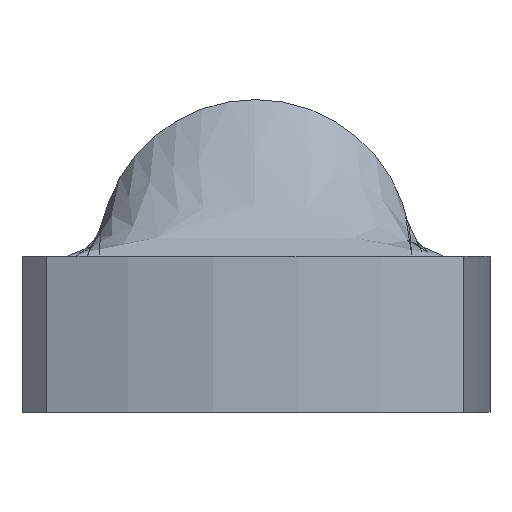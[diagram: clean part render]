
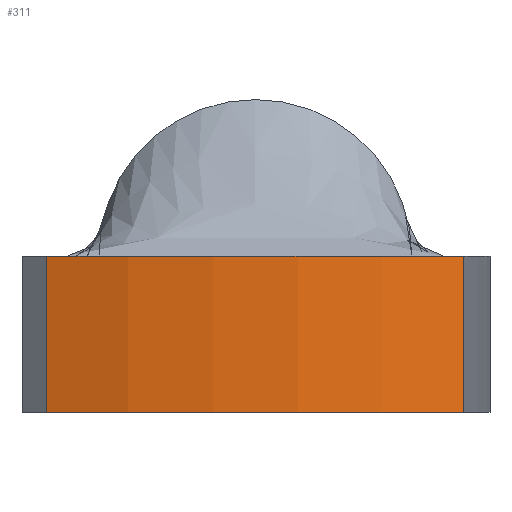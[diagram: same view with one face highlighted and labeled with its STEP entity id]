
A CAD part, front view. The second image highlights one B-rep face of the part: STEP entity #311.
In plain terms, the highlighted cylindrical face has radius 11 mm (diameter 22 mm), a partial arc.
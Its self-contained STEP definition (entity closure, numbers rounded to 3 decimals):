
#34 = VECTOR ( 'NONE', #70, 1000. ) ;
#55 = DIRECTION ( 'NONE',  ( 0., 0., -1. ) ) ;
#70 = DIRECTION ( 'NONE',  ( 0., 0., 1. ) ) ;
#122 = AXIS2_PLACEMENT_3D ( 'NONE', #867, #149, #412 ) ;
#126 = EDGE_CURVE ( 'NONE', #154, #851, #306, .T. ) ;
#144 = CARTESIAN_POINT ( 'NONE',  ( 4., -1206.247, -3. ) ) ;
#149 = DIRECTION ( 'NONE',  ( 0., 0., 1. ) ) ;
#154 = VERTEX_POINT ( 'NONE', #297 ) ;
#188 = CYLINDRICAL_SURFACE ( 'NONE', #122, 11. ) ;
#273 = EDGE_CURVE ( 'NONE', #851, #511, #501, .T. ) ;
#287 = EDGE_CURVE ( 'NONE', #154, #296, #298, .T. ) ;
#288 = FACE_OUTER_BOUND ( 'NONE', #1014, .T. ) ;
#296 = VERTEX_POINT ( 'NONE', #859 ) ;
#297 = CARTESIAN_POINT ( 'NONE',  ( 4., -1206.247, -3. ) ) ;
#298 = LINE ( 'NONE', #144, #34 ) ;
#306 = CIRCLE ( 'NONE', #637, 11. ) ;
#308 = EDGE_CURVE ( 'NONE', #296, #511, #600, .T. ) ;
#310 = CARTESIAN_POINT ( 'NONE',  ( -4., -1206.247, -3. ) ) ;
#311 = ADVANCED_FACE ( 'NONE', ( #288 ), #188, .T. ) ;
#398 = DIRECTION ( 'NONE',  ( -1., 0., 0. ) ) ;
#412 = DIRECTION ( 'NONE',  ( 1., 0., 0. ) ) ;
#460 = AXIS2_PLACEMENT_3D ( 'NONE', #955, #55, #689 ) ;
#501 = LINE ( 'NONE', #943, #1000 ) ;
#511 = VERTEX_POINT ( 'NONE', #798 ) ;
#600 = CIRCLE ( 'NONE', #460, 11. ) ;
#637 = AXIS2_PLACEMENT_3D ( 'NONE', #930, #843, #398 ) ;
#689 = DIRECTION ( 'NONE',  ( -1., 0., 0. ) ) ;
#798 = CARTESIAN_POINT ( 'NONE',  ( -4., -1206.247, 0. ) ) ;
#843 = DIRECTION ( 'NONE',  ( 0., 0., -1. ) ) ;
#851 = VERTEX_POINT ( 'NONE', #310 ) ;
#855 = ORIENTED_EDGE ( 'NONE', *, *, #273, .F. ) ;
#859 = CARTESIAN_POINT ( 'NONE',  ( 4., -1206.247, 0. ) ) ;
#867 = CARTESIAN_POINT ( 'NONE',  ( 0., -1196., -3. ) ) ;
#930 = CARTESIAN_POINT ( 'NONE',  ( 0., -1196., -3. ) ) ;
#943 = CARTESIAN_POINT ( 'NONE',  ( -4., -1206.247, -3. ) ) ;
#955 = CARTESIAN_POINT ( 'NONE',  ( 0., -1196., 0. ) ) ;
#1000 = VECTOR ( 'NONE', #1109, 1000. ) ;
#1014 = EDGE_LOOP ( 'NONE', ( #1076, #855, #1026, #1108 ) ) ;
#1026 = ORIENTED_EDGE ( 'NONE', *, *, #126, .F. ) ;
#1076 = ORIENTED_EDGE ( 'NONE', *, *, #308, .T. ) ;
#1108 = ORIENTED_EDGE ( 'NONE', *, *, #287, .T. ) ;
#1109 = DIRECTION ( 'NONE',  ( 0., 0., 1. ) ) ;
